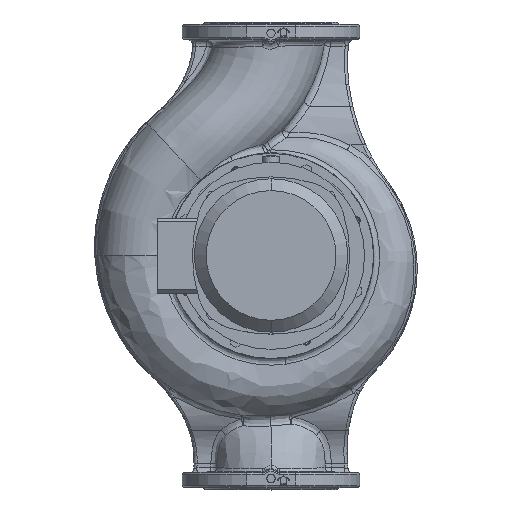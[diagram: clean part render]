
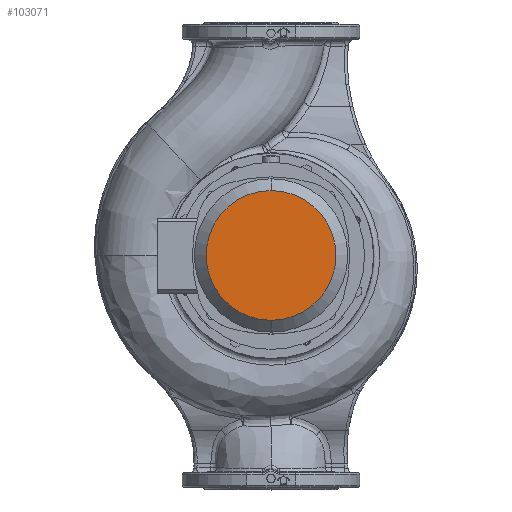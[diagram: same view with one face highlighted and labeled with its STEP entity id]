
A CAD part, top view. The second image highlights one B-rep face of the part: STEP entity #103071.
In plain terms, the highlighted planar face has unit normal (0, 0, 1).
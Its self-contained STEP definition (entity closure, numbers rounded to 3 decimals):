
#5173 = CARTESIAN_POINT ( 'NONE',  ( 0., 0., 484.5 ) ) ;
#5175 = DIRECTION ( 'NONE',  ( 0., 0., 1. ) ) ;
#5176 = DIRECTION ( 'NONE',  ( 0., 1., 0. ) ) ;
#7612 = EDGE_LOOP ( 'NONE', ( #82282, #82279 ) ) ;
#9497 = CARTESIAN_POINT ( 'NONE',  ( 0., -104., 484.5 ) ) ;
#23557 = EDGE_CURVE ( 'NONE', #91093, #90204, #31053, .T. ) ;
#29033 = AXIS2_PLACEMENT_3D ( 'NONE', #65163, #65175, #65177 ) ;
#30339 = AXIS2_PLACEMENT_3D ( 'NONE', #102389, #102390, #102391 ) ;
#30341 = CIRCLE ( 'NONE', #30339, 104. ) ;
#31049 = AXIS2_PLACEMENT_3D ( 'NONE', #5173, #5175, #5176 ) ;
#31053 = CIRCLE ( 'NONE', #31049, 104. ) ;
#31326 = CARTESIAN_POINT ( 'NONE',  ( 0., 104., 484.5 ) ) ;
#47860 = EDGE_CURVE ( 'NONE', #90204, #91093, #30341, .T. ) ;
#65163 = CARTESIAN_POINT ( 'NONE',  ( -104., 0., 484.5 ) ) ;
#65168 = FACE_OUTER_BOUND ( 'NONE', #7612, .T. ) ;
#65170 = PLANE ( 'NONE',  #29033 ) ;
#65175 = DIRECTION ( 'NONE',  ( 0., 0., -1. ) ) ;
#65177 = DIRECTION ( 'NONE',  ( 0., -1., 0. ) ) ;
#82279 = ORIENTED_EDGE ( 'NONE', *, *, #23557, .T. ) ;
#82282 = ORIENTED_EDGE ( 'NONE', *, *, #47860, .T. ) ;
#90204 = VERTEX_POINT ( 'NONE', #9497 ) ;
#91093 = VERTEX_POINT ( 'NONE', #31326 ) ;
#102389 = CARTESIAN_POINT ( 'NONE',  ( 0., 0., 484.5 ) ) ;
#102390 = DIRECTION ( 'NONE',  ( 0., 0., 1. ) ) ;
#102391 = DIRECTION ( 'NONE',  ( 0., 1., 0. ) ) ;
#103071 = ADVANCED_FACE ( 'NONE', ( #65168 ), #65170, .F. ) ;
